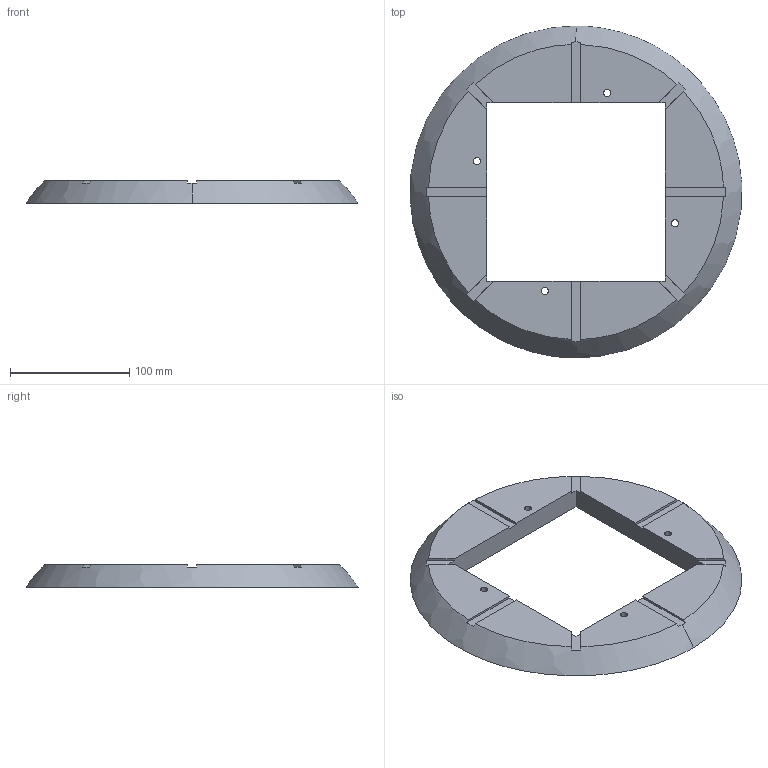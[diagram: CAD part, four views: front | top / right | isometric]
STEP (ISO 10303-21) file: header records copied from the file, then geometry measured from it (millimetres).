
FILE_DESCRIPTION(/* description */ (''),/* implementation_level */ '2;1');
FILE_NAME(/* name */ 'Körper15',/* time_stamp */ '2013-01-29T16:45:31+01:00',/* author */ (''),/* organization */ (''),/* preprocessor_version */ 'ST-DEVELOPER v10',/* originating_system */ '',/* authorisation */ '');
FILE_SCHEMA (('CONFIG_CONTROL_DESIGN'));
Length unit declared in the file: millimetre
Products named in the file (1): 1
Bounding box: 277.94 x 278.26 x 19 mm (x, y, z)
Volume: 608408 mm3; surface area: 97757.4 mm2
Topology: 1 solids, 1 shells, 47 faces, 138 edges, 92 vertices
Faces by surface type: plane 37, bspline 10
Entity records: 1607 total; most frequent: CARTESIAN_POINT 639, ORIENTED_EDGE 276, EDGE_CURVE 138, B_SPLINE_CURVE_WITH_KNOTS 100, VERTEX_POINT 92, EDGE_LOOP 56, ADVANCED_FACE 47, FACE_OUTER_BOUND 47
